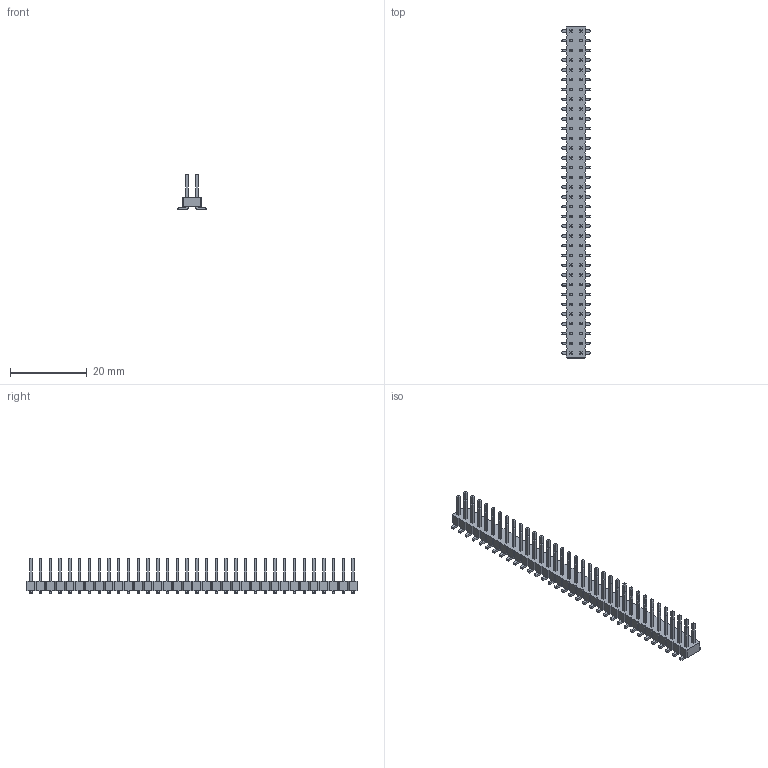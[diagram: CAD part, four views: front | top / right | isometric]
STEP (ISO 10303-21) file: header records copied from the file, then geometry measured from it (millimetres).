
FILE_DESCRIPTION(/* description */ ('model of PinHeader_2x34_P2.54mm_Vertical_SMD'),/* implementation_level */ '2;1');
FILE_NAME(/* name */ 'PinHeader_2x34_P2.54mm_Vertical_SMD.step',/* time_stamp */ '2018-01-24T12:53:48',/* author */ ('kicad StepUp','ksu'),/* organization */ ('FreeCAD'),/* preprocessor_version */ 'OCC',/* originating_system */ 'kicad StepUp',/* authorisation */ '');
FILE_SCHEMA(('AUTOMOTIVE_DESIGN { 1 0 10303 214 1 1 1 1 }'));
Length unit declared in the file: millimetre
Products named in the file (2): PinHeader_2x34_P254mm_Vertical_SMD; Shape0_431384050681
Bounding box: 7.54 x 86.36 x 9.3 mm (x, y, z)
Volume: 1415.4 mm3; surface area: 3358.8 mm2
Topology: 69 solids, 69 shells, 1364 faces, 3134 edges, 1908 vertices
Faces by surface type: plane 1296, cylinder 68
Entity records: 24202 total; most frequent: ORIENTED_EDGE 4770, CARTESIAN_POINT 4019, EDGE_CURVE 3134, LINE 2998, VERTEX_POINT 1908, AXIS2_PLACEMENT_3D 1467, ADVANCED_FACE 1364, FACE_BOUND 1364
